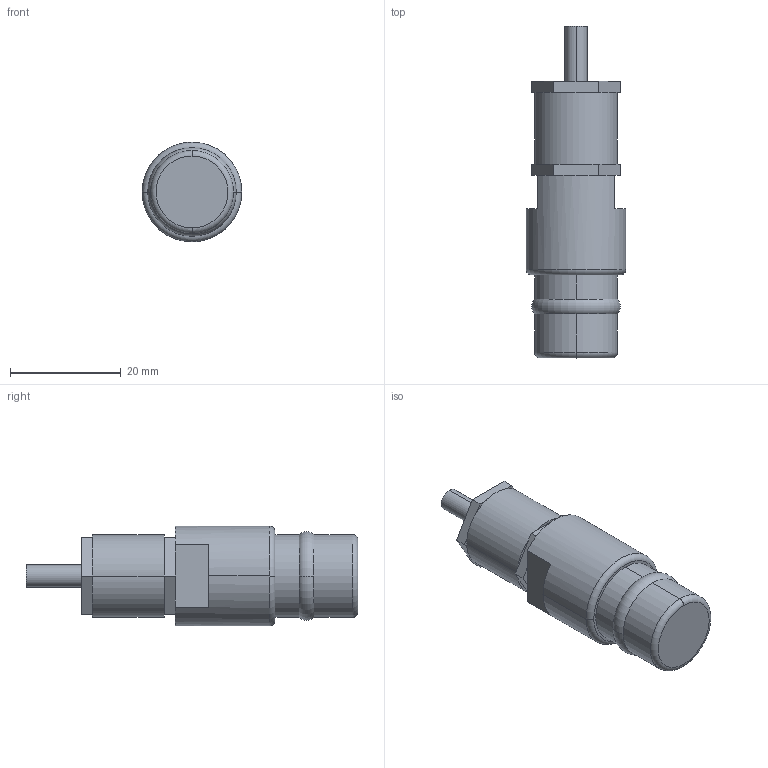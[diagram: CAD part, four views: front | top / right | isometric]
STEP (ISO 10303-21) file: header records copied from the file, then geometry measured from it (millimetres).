
FILE_DESCRIPTION((''),'2;1');
FILE_NAME('CAD0694','2012-02-02T',('dhelisch'),(''),'PRO/ENGINEER BY PARAMETRIC TECHNOLOGY CORPORATION, 2007250','PRO/ENGINEER BY PARAMETRIC TECHNOLOGY CORPORATION, 2007250','');
FILE_SCHEMA(('CONFIG_CONTROL_DESIGN'));
Length unit declared in the file: millimetre
Products named in the file (1): CAD0694
Bounding box: 18 x 60 x 18 mm (x, y, z)
Volume: 10169.1 mm3; surface area: 3164.7 mm2
Topology: 1 solids, 1 shells, 70 faces, 237 edges, 182 vertices
Faces by surface type: plane 48, torus 12, cylinder 10
Entity records: 3411 total; most frequent: CARTESIAN_POINT 475, DIRECTION 459, ORIENTED_EDGE 356, PRESENTATION_STYLE_ASSIGNMENT 254, STYLED_ITEM 251, CURVE_STYLE 244, EDGE_CURVE 178, AXIS2_PLACEMENT_3D 165
